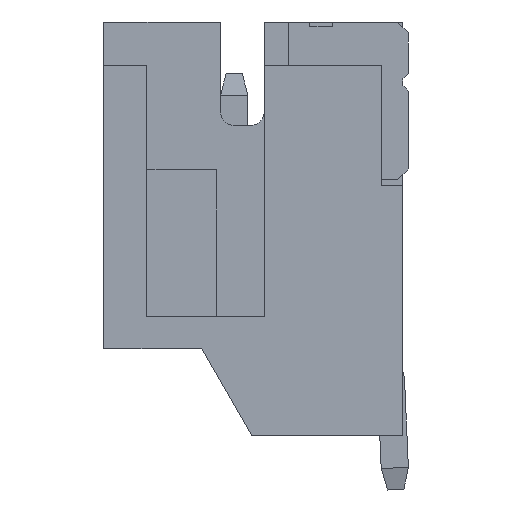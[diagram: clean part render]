
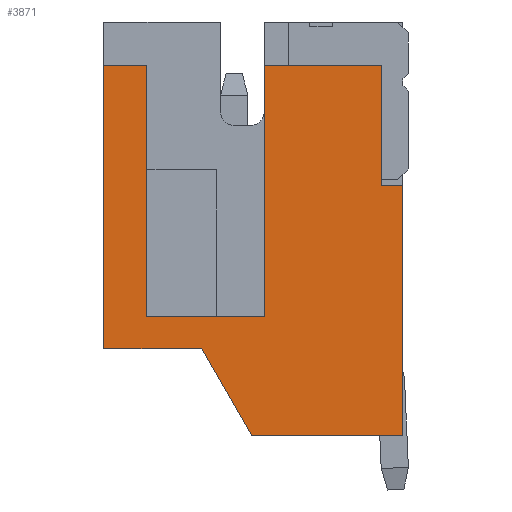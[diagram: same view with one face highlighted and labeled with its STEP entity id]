
A CAD part, left-side view. The second image highlights one B-rep face of the part: STEP entity #3871.
In plain terms, the highlighted planar face has unit normal (-1, 0, 0).
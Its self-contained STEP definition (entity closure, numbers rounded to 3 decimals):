
#9 = VERTEX_POINT ( 'NONE', #3747 ) ;
#133 = VERTEX_POINT ( 'NONE', #3442 ) ;
#194 = VECTOR ( 'NONE', #2094, 1000. ) ;
#484 = CARTESIAN_POINT ( 'NONE',  ( -3.95, 2.55, 0. ) ) ;
#562 = VECTOR ( 'NONE', #4099, 1000. ) ;
#630 = VECTOR ( 'NONE', #798, 1000. ) ;
#798 = DIRECTION ( 'NONE',  ( 0., 0., 1. ) ) ;
#1061 = EDGE_LOOP ( 'NONE', ( #3983, #1707, #4299, #2453, #6032, #7492, #5633, #4009, #2488, #4123, #2224, #6961 ) ) ;
#1198 = CARTESIAN_POINT ( 'NONE',  ( -3.95, 0.4, -0.8 ) ) ;
#1287 = CARTESIAN_POINT ( 'NONE',  ( -3.95, 5.5, -0.8 ) ) ;
#1587 = LINE ( 'NONE', #484, #4151 ) ;
#1614 = EDGE_CURVE ( 'NONE', #9, #3637, #1587, .T. ) ;
#1707 = ORIENTED_EDGE ( 'NONE', *, *, #1842, .T. ) ;
#1842 = EDGE_CURVE ( 'NONE', #3637, #6279, #6616, .T. ) ;
#1879 = VERTEX_POINT ( 'NONE', #4515 ) ;
#1899 = LINE ( 'NONE', #1287, #562 ) ;
#1901 = DIRECTION ( 'NONE',  ( 0., 0., -1. ) ) ;
#1976 = PLANE ( 'NONE',  #7092 ) ;
#2094 = DIRECTION ( 'NONE',  ( 0., 0., 1. ) ) ;
#2219 = VERTEX_POINT ( 'NONE', #4785 ) ;
#2224 = ORIENTED_EDGE ( 'NONE', *, *, #5241, .F. ) ;
#2255 = CARTESIAN_POINT ( 'NONE',  ( -3.95, 3.7, -6. ) ) ;
#2304 = DIRECTION ( 'NONE',  ( 0., 0., -1. ) ) ;
#2336 = LINE ( 'NONE', #5259, #6759 ) ;
#2371 = DIRECTION ( 'NONE',  ( 0., 0., -1. ) ) ;
#2434 = EDGE_CURVE ( 'NONE', #4510, #133, #6360, .T. ) ;
#2453 = ORIENTED_EDGE ( 'NONE', *, *, #4903, .F. ) ;
#2488 = ORIENTED_EDGE ( 'NONE', *, *, #2506, .F. ) ;
#2506 = EDGE_CURVE ( 'NONE', #2219, #1879, #6318, .T. ) ;
#2570 = LINE ( 'NONE', #6629, #630 ) ;
#2776 = EDGE_CURVE ( 'NONE', #9, #5155, #4925, .T. ) ;
#2865 = DIRECTION ( 'NONE',  ( 0., 0., -1. ) ) ;
#2873 = VERTEX_POINT ( 'NONE', #3394 ) ;
#2940 = EDGE_CURVE ( 'NONE', #3190, #133, #7453, .T. ) ;
#2986 = CARTESIAN_POINT ( 'NONE',  ( -3.95, 4.705, -5.415 ) ) ;
#3190 = VERTEX_POINT ( 'NONE', #4379 ) ;
#3246 = CARTESIAN_POINT ( 'NONE',  ( -3.95, 4.705, -0.8 ) ) ;
#3257 = DIRECTION ( 'NONE',  ( 0., -1., 0. ) ) ;
#3394 = CARTESIAN_POINT ( 'NONE',  ( -3.95, 5.5, -0.8 ) ) ;
#3435 = DIRECTION ( 'NONE',  ( 0., -1., 0. ) ) ;
#3442 = CARTESIAN_POINT ( 'NONE',  ( -3.95, 3.7, -6. ) ) ;
#3447 = CARTESIAN_POINT ( 'NONE',  ( -3.95, 0., -7.6 ) ) ;
#3520 = DIRECTION ( 'NONE',  ( 0., 0.5, 0.866 ) ) ;
#3637 = VERTEX_POINT ( 'NONE', #6691 ) ;
#3657 = CARTESIAN_POINT ( 'NONE',  ( -3.95, 2.776, -7.6 ) ) ;
#3668 = VECTOR ( 'NONE', #4304, 1000. ) ;
#3725 = FACE_OUTER_BOUND ( 'NONE', #1061, .T. ) ;
#3747 = CARTESIAN_POINT ( 'NONE',  ( -3.95, 2.55, -0.8 ) ) ;
#3867 = VERTEX_POINT ( 'NONE', #7180 ) ;
#3871 = ADVANCED_FACE ( 'NONE', ( #3725 ), #1976, .F. ) ;
#3916 = VECTOR ( 'NONE', #3257, 1000. ) ;
#3953 = EDGE_CURVE ( 'NONE', #3190, #2873, #2570, .T. ) ;
#3983 = ORIENTED_EDGE ( 'NONE', *, *, #1614, .T. ) ;
#4009 = ORIENTED_EDGE ( 'NONE', *, *, #4181, .F. ) ;
#4079 = CARTESIAN_POINT ( 'NONE',  ( -3.95, 2.776, -7.6 ) ) ;
#4087 = DIRECTION ( 'NONE',  ( 0., 1., 0. ) ) ;
#4099 = DIRECTION ( 'NONE',  ( 0., -1., 0. ) ) ;
#4123 = ORIENTED_EDGE ( 'NONE', *, *, #7205, .F. ) ;
#4151 = VECTOR ( 'NONE', #2865, 1000. ) ;
#4181 = EDGE_CURVE ( 'NONE', #1879, #4510, #6901, .T. ) ;
#4299 = ORIENTED_EDGE ( 'NONE', *, *, #4696, .T. ) ;
#4300 = CARTESIAN_POINT ( 'NONE',  ( -3.95, 5.5, 0. ) ) ;
#4304 = DIRECTION ( 'NONE',  ( 0., 1., 0. ) ) ;
#4377 = LINE ( 'NONE', #3246, #194 ) ;
#4379 = CARTESIAN_POINT ( 'NONE',  ( -3.95, 5.5, -6. ) ) ;
#4457 = CARTESIAN_POINT ( 'NONE',  ( -3.95, 5.5, -0.8 ) ) ;
#4510 = VERTEX_POINT ( 'NONE', #3657 ) ;
#4515 = CARTESIAN_POINT ( 'NONE',  ( -3.95, 0., -7.6 ) ) ;
#4674 = VECTOR ( 'NONE', #5204, 1000. ) ;
#4696 = EDGE_CURVE ( 'NONE', #6279, #6777, #4377, .T. ) ;
#4785 = CARTESIAN_POINT ( 'NONE',  ( -3.95, 0., -3. ) ) ;
#4903 = EDGE_CURVE ( 'NONE', #2873, #6777, #1899, .T. ) ;
#4925 = LINE ( 'NONE', #4457, #3916 ) ;
#5015 = VECTOR ( 'NONE', #3435, 1000. ) ;
#5155 = VERTEX_POINT ( 'NONE', #1198 ) ;
#5204 = DIRECTION ( 'NONE',  ( 0., -1., 0. ) ) ;
#5241 = EDGE_CURVE ( 'NONE', #5155, #3867, #2336, .T. ) ;
#5259 = CARTESIAN_POINT ( 'NONE',  ( -3.95, 0.4, 0. ) ) ;
#5614 = CARTESIAN_POINT ( 'NONE',  ( -3.95, 5.5, -3. ) ) ;
#5633 = ORIENTED_EDGE ( 'NONE', *, *, #2434, .F. ) ;
#5652 = LINE ( 'NONE', #5614, #4674 ) ;
#5790 = CARTESIAN_POINT ( 'NONE',  ( -3.95, 5.5, -7.6 ) ) ;
#5847 = VECTOR ( 'NONE', #2304, 1000. ) ;
#6032 = ORIENTED_EDGE ( 'NONE', *, *, #3953, .F. ) ;
#6110 = VECTOR ( 'NONE', #4087, 1000. ) ;
#6279 = VERTEX_POINT ( 'NONE', #2986 ) ;
#6318 = LINE ( 'NONE', #3447, #5847 ) ;
#6334 = VECTOR ( 'NONE', #3520, 1000. ) ;
#6360 = LINE ( 'NONE', #4079, #6334 ) ;
#6612 = DIRECTION ( 'NONE',  ( 1., 0., 0. ) ) ;
#6616 = LINE ( 'NONE', #7397, #3668 ) ;
#6629 = CARTESIAN_POINT ( 'NONE',  ( -3.95, 5.5, 0. ) ) ;
#6691 = CARTESIAN_POINT ( 'NONE',  ( -3.95, 2.55, -5.415 ) ) ;
#6759 = VECTOR ( 'NONE', #2371, 1000. ) ;
#6777 = VERTEX_POINT ( 'NONE', #7502 ) ;
#6901 = LINE ( 'NONE', #5790, #6110 ) ;
#6961 = ORIENTED_EDGE ( 'NONE', *, *, #2776, .F. ) ;
#7092 = AXIS2_PLACEMENT_3D ( 'NONE', #4300, #6612, #1901 ) ;
#7180 = CARTESIAN_POINT ( 'NONE',  ( -3.95, 0.4, -3. ) ) ;
#7205 = EDGE_CURVE ( 'NONE', #3867, #2219, #5652, .T. ) ;
#7397 = CARTESIAN_POINT ( 'NONE',  ( -3.95, 4.705, -5.415 ) ) ;
#7453 = LINE ( 'NONE', #2255, #5015 ) ;
#7492 = ORIENTED_EDGE ( 'NONE', *, *, #2940, .T. ) ;
#7502 = CARTESIAN_POINT ( 'NONE',  ( -3.95, 4.705, -0.8 ) ) ;
